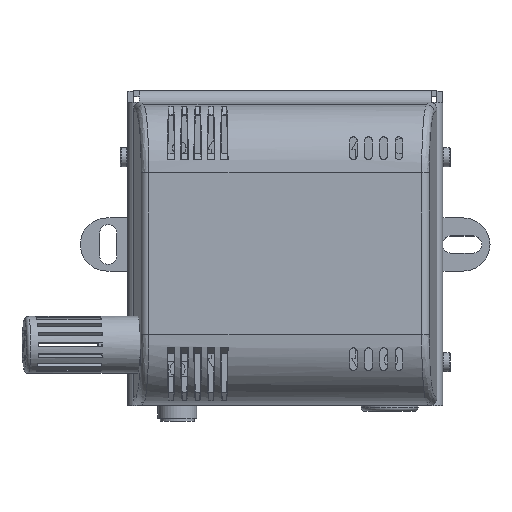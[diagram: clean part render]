
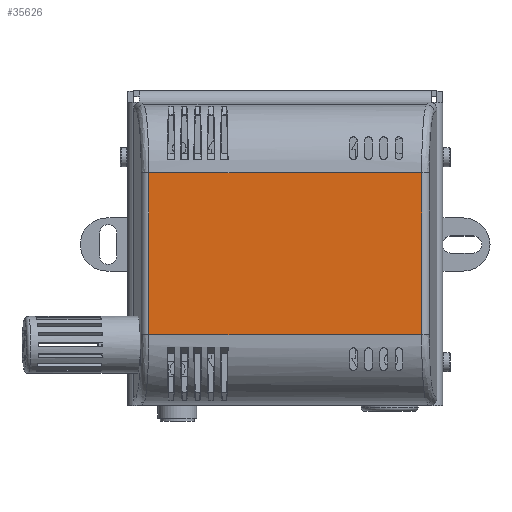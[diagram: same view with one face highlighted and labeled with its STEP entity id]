
A CAD part, top view. The second image highlights one B-rep face of the part: STEP entity #35626.
In plain terms, the highlighted face is planar.
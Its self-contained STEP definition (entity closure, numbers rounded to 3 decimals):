
#5597=FACE_OUTER_BOUND('',#7696,.T.);
#7696=EDGE_LOOP('',(#31980,#31981,#31982,#31983));
#10826=LINE('',#62858,#14280);
#10879=LINE('',#63577,#14333);
#11059=LINE('',#64644,#14513);
#11061=LINE('',#64684,#14515);
#14280=VECTOR('',#46701,10.);
#14333=VECTOR('',#46852,10.);
#14513=VECTOR('',#47338,10.);
#14515=VECTOR('',#47346,10.);
#17408=VERTEX_POINT('',#62854);
#17410=VERTEX_POINT('',#62857);
#17496=VERTEX_POINT('',#63572);
#17497=VERTEX_POINT('',#63575);
#22085=EDGE_CURVE('',#17408,#17410,#10826,.T.);
#22206=EDGE_CURVE('',#17497,#17496,#10879,.T.);
#22472=EDGE_CURVE('',#17496,#17408,#11059,.T.);
#22475=EDGE_CURVE('',#17410,#17497,#11061,.T.);
#31980=ORIENTED_EDGE('',*,*,#22472,.F.);
#31981=ORIENTED_EDGE('',*,*,#22206,.F.);
#31982=ORIENTED_EDGE('',*,*,#22475,.F.);
#31983=ORIENTED_EDGE('',*,*,#22085,.F.);
#33799=PLANE('',#38738);
#35626=ADVANCED_FACE('',(#5597),#33799,.T.);
#38738=AXIS2_PLACEMENT_3D('',#64683,#47344,#47345);
#46701=DIRECTION('',(0.,0.,-1.));
#46852=DIRECTION('',(0.,0.,1.));
#47338=DIRECTION('',(-1.,0.,0.));
#47344=DIRECTION('center_axis',(0.,1.,0.));
#47345=DIRECTION('ref_axis',(0.,0.,1.));
#47346=DIRECTION('',(1.,0.,0.));
#62854=CARTESIAN_POINT('',(18.681,25.,75.98));
#62857=CARTESIAN_POINT('',(18.681,25.,4.02));
#62858=CARTESIAN_POINT('',(18.681,25.,0.));
#63572=CARTESIAN_POINT('',(61.319,25.,75.98));
#63575=CARTESIAN_POINT('',(61.319,25.,4.02));
#63577=CARTESIAN_POINT('',(61.319,25.,0.));
#64644=CARTESIAN_POINT('',(20.,25.,75.98));
#64683=CARTESIAN_POINT('Origin',(0.,25.,0.));
#64684=CARTESIAN_POINT('',(20.,25.,4.02));
